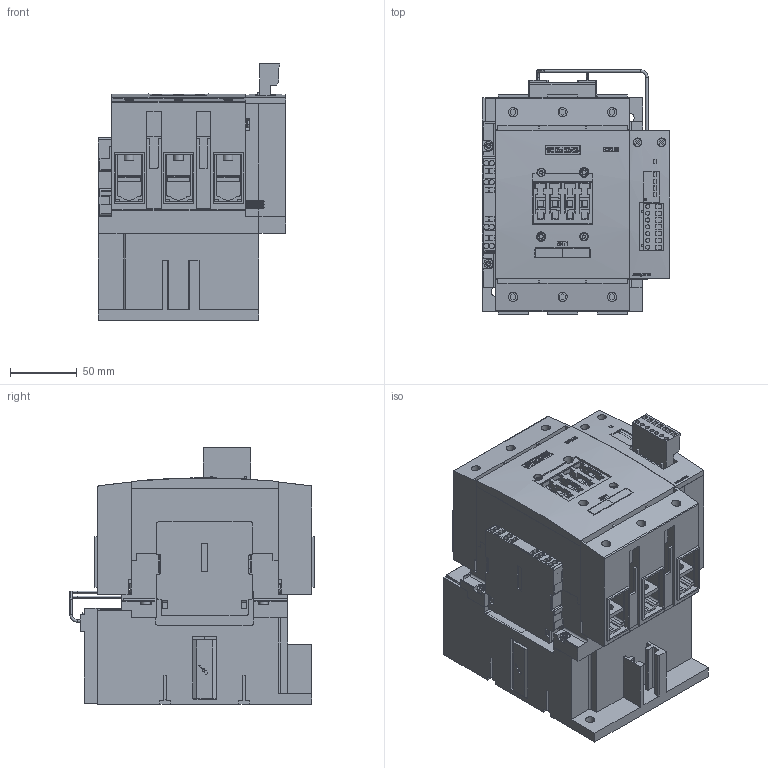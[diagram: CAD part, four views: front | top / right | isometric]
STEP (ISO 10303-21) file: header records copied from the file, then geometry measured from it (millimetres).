
FILE_DESCRIPTION(('STEP AP214'),'1');
FILE_NAME('cctmp_F1841906-B628-4B83-B936-E27EBCE42F0A_2023_07_24_18_42_53_0843..stp','2023-07-24T16:42:57',('SIEMENS A&D'),('CADClick - www.CADClick.com'),'Spatial InterOp 3D postprocessed',' ','unknown authorization');
FILE_SCHEMA(('AUTOMOTIVE_DESIGN'));
Length unit declared in the file: millimetre
Products named in the file (1): 2023_07_24_18_42_53_0702
Bounding box: 140 x 183 x 191.9 mm (x, y, z)
Volume: 2528883.3 mm3; surface area: 377742.9 mm2
Topology: 1 solids, 11 shells, 4491 faces, 13289 edges, 8749 vertices
Faces by surface type: plane 3227, cylinder 1106, torus 94, cone 60, sphere 4
Entity records: 168907 total; most frequent: CARTESIAN_POINT 32640, ORIENTED_EDGE 26514, DIRECTION 24959, EDGE_CURVE 13257, LINE 9775, VECTOR 9775, VERTEX_POINT 8749, AXIS2_PLACEMENT_3D 7592
